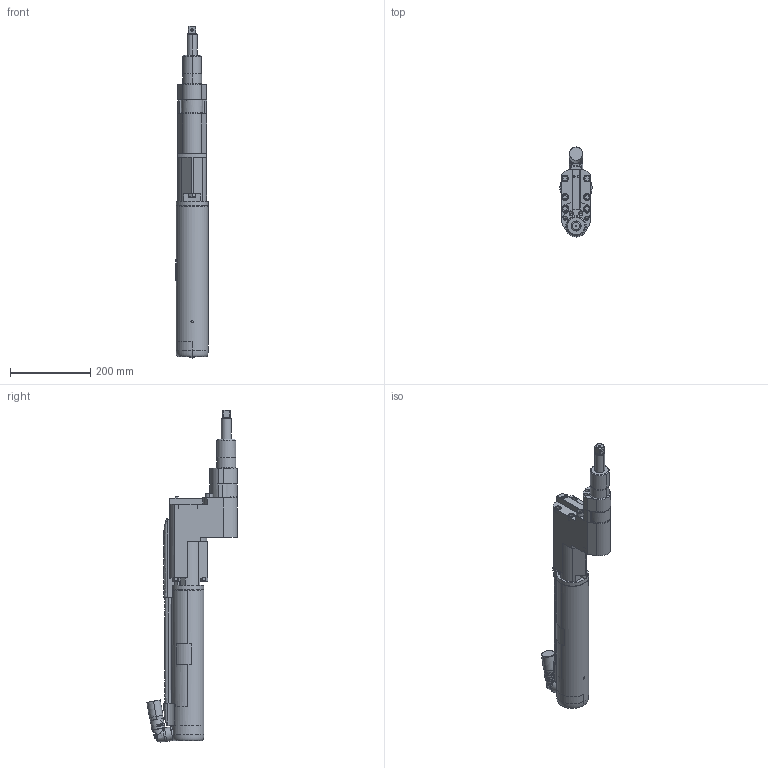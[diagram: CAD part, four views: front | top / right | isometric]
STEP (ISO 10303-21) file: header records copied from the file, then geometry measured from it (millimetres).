
FILE_DESCRIPTION((''),'2;1');
FILE_NAME('8435607520_SW0001','2024-09-19T08:57:47',('INEdipo'),(''),'CREO PARAMETRIC BY PTC INC, 2022414','CREO PARAMETRIC BY PTC INC, 2022414','');
FILE_SCHEMA(('CONFIG_CONTROL_DESIGN'));
Products named in the file (1): 8435607520_SW0001
Bounding box: 80.4 x 225.52 x 828.68 mm (x, y, z)
Volume: 4171395.5 mm3; surface area: 354558.9 mm2
Topology: 9 solids, 12 shells, 3095 faces, 7898 edges, 4902 vertices
Faces by surface type: plane 1929, cylinder 535, bspline 204, torus 158, cone 124, extrusion 95, sphere 46, revolution 4
Entity records: 104960 total; most frequent: CARTESIAN_POINT 32023, ORIENTED_EDGE 15756, DIRECTION 14047, EDGE_CURVE 7878, VECTOR 5085, LINE 4990, VERTEX_POINT 4900, AXIS2_PLACEMENT_3D 4479
